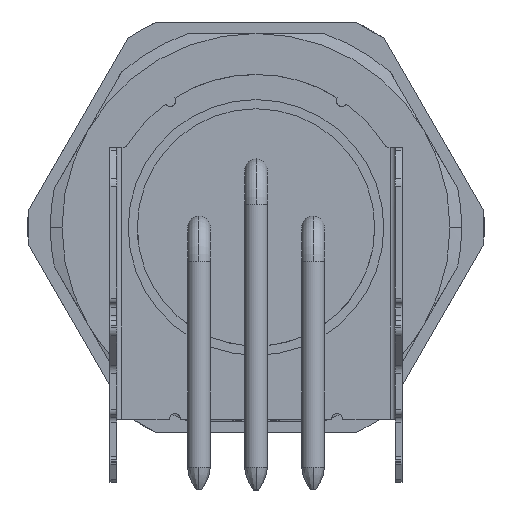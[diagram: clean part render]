
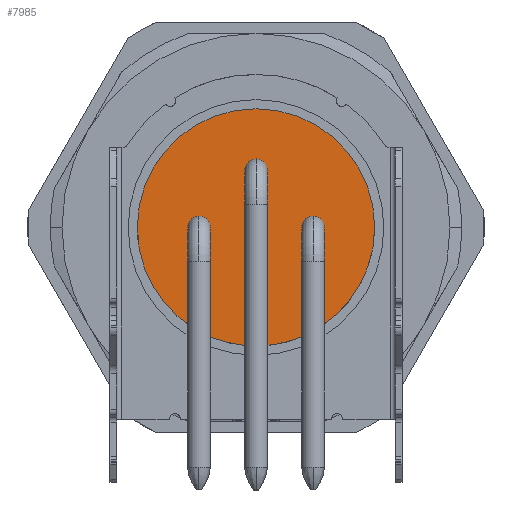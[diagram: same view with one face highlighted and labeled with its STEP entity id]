
A CAD part, front view. The second image highlights one B-rep face of the part: STEP entity #7985.
In plain terms, the highlighted planar face has unit normal (0, -1, 0).
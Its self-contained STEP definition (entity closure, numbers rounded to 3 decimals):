
#7752=AXIS2_PLACEMENT_3D('Circle Axis2P3D',#7750,#7751,$) ;
#7761=AXIS2_PLACEMENT_3D('Circle Axis2P3D',#7759,#7760,$) ;
#7786=AXIS2_PLACEMENT_3D('Circle Axis2P3D',#7784,#7785,$) ;
#7793=AXIS2_PLACEMENT_3D('Circle Axis2P3D',#7791,#7792,$) ;
#7807=AXIS2_PLACEMENT_3D('Plane Axis2P3D',#7804,#7805,#7806) ;
#7817=AXIS2_PLACEMENT_3D('Circle Axis2P3D',#7815,#7816,$) ;
#7826=AXIS2_PLACEMENT_3D('Circle Axis2P3D',#7824,#7825,$) ;
#7833=AXIS2_PLACEMENT_3D('Circle Axis2P3D',#7831,#7832,$) ;
#7840=AXIS2_PLACEMENT_3D('Circle Axis2P3D',#7838,#7839,$) ;
#7851=AXIS2_PLACEMENT_3D('Circle Axis2P3D',#7849,#7850,$) ;
#7860=AXIS2_PLACEMENT_3D('Circle Axis2P3D',#7858,#7859,$) ;
#7867=AXIS2_PLACEMENT_3D('Circle Axis2P3D',#7865,#7866,$) ;
#7874=AXIS2_PLACEMENT_3D('Circle Axis2P3D',#7872,#7873,$) ;
#7885=AXIS2_PLACEMENT_3D('Circle Axis2P3D',#7883,#7884,$) ;
#7894=AXIS2_PLACEMENT_3D('Circle Axis2P3D',#7892,#7893,$) ;
#7901=AXIS2_PLACEMENT_3D('Circle Axis2P3D',#7899,#7900,$) ;
#7908=AXIS2_PLACEMENT_3D('Circle Axis2P3D',#7906,#7907,$) ;
#7919=AXIS2_PLACEMENT_3D('Circle Axis2P3D',#7917,#7918,$) ;
#7928=AXIS2_PLACEMENT_3D('Circle Axis2P3D',#7926,#7927,$) ;
#7935=AXIS2_PLACEMENT_3D('Circle Axis2P3D',#7933,#7934,$) ;
#7942=AXIS2_PLACEMENT_3D('Circle Axis2P3D',#7940,#7941,$) ;
#7953=AXIS2_PLACEMENT_3D('Circle Axis2P3D',#7951,#7952,$) ;
#7962=AXIS2_PLACEMENT_3D('Circle Axis2P3D',#7960,#7961,$) ;
#7969=AXIS2_PLACEMENT_3D('Circle Axis2P3D',#7967,#7968,$) ;
#7976=AXIS2_PLACEMENT_3D('Circle Axis2P3D',#7974,#7975,$) ;
#7750=CARTESIAN_POINT('Axis2P3D Location',(10.,13.2,11.5)) ;
#7754=CARTESIAN_POINT('Vertex',(10.,13.2,16.7)) ;
#7756=CARTESIAN_POINT('Vertex',(4.8,13.2,11.5)) ;
#7759=CARTESIAN_POINT('Axis2P3D Location',(10.,13.2,11.5)) ;
#7763=CARTESIAN_POINT('Vertex',(15.2,13.2,11.5)) ;
#7784=CARTESIAN_POINT('Axis2P3D Location',(10.,13.2,11.5)) ;
#7788=CARTESIAN_POINT('Vertex',(10.,13.2,6.3)) ;
#7791=CARTESIAN_POINT('Axis2P3D Location',(10.,13.2,11.5)) ;
#7804=CARTESIAN_POINT('Axis2P3D Location',(10.,13.2,11.5)) ;
#7815=CARTESIAN_POINT('Axis2P3D Location',(10.,13.2,14.)) ;
#7819=CARTESIAN_POINT('Vertex',(10.,13.2,13.5)) ;
#7821=CARTESIAN_POINT('Vertex',(9.5,13.2,14.)) ;
#7824=CARTESIAN_POINT('Axis2P3D Location',(10.,13.2,14.)) ;
#7828=CARTESIAN_POINT('Vertex',(10.,13.2,14.5)) ;
#7831=CARTESIAN_POINT('Axis2P3D Location',(10.,13.2,14.)) ;
#7835=CARTESIAN_POINT('Vertex',(10.5,13.2,14.)) ;
#7838=CARTESIAN_POINT('Axis2P3D Location',(10.,13.2,14.)) ;
#7849=CARTESIAN_POINT('Axis2P3D Location',(12.5,13.2,11.5)) ;
#7853=CARTESIAN_POINT('Vertex',(12.5,13.2,11.)) ;
#7855=CARTESIAN_POINT('Vertex',(12.,13.2,11.5)) ;
#7858=CARTESIAN_POINT('Axis2P3D Location',(12.5,13.2,11.5)) ;
#7862=CARTESIAN_POINT('Vertex',(12.5,13.2,12.)) ;
#7865=CARTESIAN_POINT('Axis2P3D Location',(12.5,13.2,11.5)) ;
#7869=CARTESIAN_POINT('Vertex',(13.,13.2,11.5)) ;
#7872=CARTESIAN_POINT('Axis2P3D Location',(12.5,13.2,11.5)) ;
#7883=CARTESIAN_POINT('Axis2P3D Location',(10.,13.2,11.5)) ;
#7887=CARTESIAN_POINT('Vertex',(10.,13.2,11.)) ;
#7889=CARTESIAN_POINT('Vertex',(9.5,13.2,11.5)) ;
#7892=CARTESIAN_POINT('Axis2P3D Location',(10.,13.2,11.5)) ;
#7896=CARTESIAN_POINT('Vertex',(10.,13.2,12.)) ;
#7899=CARTESIAN_POINT('Axis2P3D Location',(10.,13.2,11.5)) ;
#7903=CARTESIAN_POINT('Vertex',(10.5,13.2,11.5)) ;
#7906=CARTESIAN_POINT('Axis2P3D Location',(10.,13.2,11.5)) ;
#7917=CARTESIAN_POINT('Axis2P3D Location',(7.5,13.2,11.5)) ;
#7921=CARTESIAN_POINT('Vertex',(7.5,13.2,11.)) ;
#7923=CARTESIAN_POINT('Vertex',(7.,13.2,11.5)) ;
#7926=CARTESIAN_POINT('Axis2P3D Location',(7.5,13.2,11.5)) ;
#7930=CARTESIAN_POINT('Vertex',(7.5,13.2,12.)) ;
#7933=CARTESIAN_POINT('Axis2P3D Location',(7.5,13.2,11.5)) ;
#7937=CARTESIAN_POINT('Vertex',(8.,13.2,11.5)) ;
#7940=CARTESIAN_POINT('Axis2P3D Location',(7.5,13.2,11.5)) ;
#7951=CARTESIAN_POINT('Axis2P3D Location',(10.,13.2,9.)) ;
#7955=CARTESIAN_POINT('Vertex',(10.,13.2,8.5)) ;
#7957=CARTESIAN_POINT('Vertex',(9.5,13.2,9.)) ;
#7960=CARTESIAN_POINT('Axis2P3D Location',(10.,13.2,9.)) ;
#7964=CARTESIAN_POINT('Vertex',(10.,13.2,9.5)) ;
#7967=CARTESIAN_POINT('Axis2P3D Location',(10.,13.2,9.)) ;
#7971=CARTESIAN_POINT('Vertex',(10.5,13.2,9.)) ;
#7974=CARTESIAN_POINT('Axis2P3D Location',(10.,13.2,9.)) ;
#7751=DIRECTION('Axis2P3D Direction',(0.,1.,0.)) ;
#7760=DIRECTION('Axis2P3D Direction',(0.,1.,0.)) ;
#7785=DIRECTION('Axis2P3D Direction',(0.,1.,0.)) ;
#7792=DIRECTION('Axis2P3D Direction',(0.,1.,0.)) ;
#7805=DIRECTION('Axis2P3D Direction',(0.,1.,0.)) ;
#7806=DIRECTION('Axis2P3D XDirection',(0.,0.,-1.)) ;
#7816=DIRECTION('Axis2P3D Direction',(0.,1.,0.)) ;
#7825=DIRECTION('Axis2P3D Direction',(0.,1.,0.)) ;
#7832=DIRECTION('Axis2P3D Direction',(0.,1.,0.)) ;
#7839=DIRECTION('Axis2P3D Direction',(0.,1.,0.)) ;
#7850=DIRECTION('Axis2P3D Direction',(0.,1.,0.)) ;
#7859=DIRECTION('Axis2P3D Direction',(0.,1.,0.)) ;
#7866=DIRECTION('Axis2P3D Direction',(0.,1.,0.)) ;
#7873=DIRECTION('Axis2P3D Direction',(0.,1.,0.)) ;
#7884=DIRECTION('Axis2P3D Direction',(0.,1.,0.)) ;
#7893=DIRECTION('Axis2P3D Direction',(0.,1.,0.)) ;
#7900=DIRECTION('Axis2P3D Direction',(0.,1.,0.)) ;
#7907=DIRECTION('Axis2P3D Direction',(0.,1.,0.)) ;
#7918=DIRECTION('Axis2P3D Direction',(0.,1.,0.)) ;
#7927=DIRECTION('Axis2P3D Direction',(0.,1.,0.)) ;
#7934=DIRECTION('Axis2P3D Direction',(0.,1.,0.)) ;
#7941=DIRECTION('Axis2P3D Direction',(0.,1.,0.)) ;
#7952=DIRECTION('Axis2P3D Direction',(0.,1.,0.)) ;
#7961=DIRECTION('Axis2P3D Direction',(0.,1.,0.)) ;
#7968=DIRECTION('Axis2P3D Direction',(0.,1.,0.)) ;
#7975=DIRECTION('Axis2P3D Direction',(0.,1.,0.)) ;
#7810=ORIENTED_EDGE('',*,*,#7790,.T.) ;
#7811=ORIENTED_EDGE('',*,*,#7765,.T.) ;
#7812=ORIENTED_EDGE('',*,*,#7758,.T.) ;
#7813=ORIENTED_EDGE('',*,*,#7795,.T.) ;
#7844=ORIENTED_EDGE('',*,*,#7823,.T.) ;
#7845=ORIENTED_EDGE('',*,*,#7830,.T.) ;
#7846=ORIENTED_EDGE('',*,*,#7837,.T.) ;
#7847=ORIENTED_EDGE('',*,*,#7842,.T.) ;
#7878=ORIENTED_EDGE('',*,*,#7857,.T.) ;
#7879=ORIENTED_EDGE('',*,*,#7864,.T.) ;
#7880=ORIENTED_EDGE('',*,*,#7871,.T.) ;
#7881=ORIENTED_EDGE('',*,*,#7876,.T.) ;
#7912=ORIENTED_EDGE('',*,*,#7891,.T.) ;
#7913=ORIENTED_EDGE('',*,*,#7898,.T.) ;
#7914=ORIENTED_EDGE('',*,*,#7905,.T.) ;
#7915=ORIENTED_EDGE('',*,*,#7910,.T.) ;
#7946=ORIENTED_EDGE('',*,*,#7925,.T.) ;
#7947=ORIENTED_EDGE('',*,*,#7932,.T.) ;
#7948=ORIENTED_EDGE('',*,*,#7939,.T.) ;
#7949=ORIENTED_EDGE('',*,*,#7944,.T.) ;
#7980=ORIENTED_EDGE('',*,*,#7959,.T.) ;
#7981=ORIENTED_EDGE('',*,*,#7966,.T.) ;
#7982=ORIENTED_EDGE('',*,*,#7973,.T.) ;
#7983=ORIENTED_EDGE('',*,*,#7978,.T.) ;
#7848=FACE_BOUND('',#7843,.T.) ;
#7882=FACE_BOUND('',#7877,.T.) ;
#7916=FACE_BOUND('',#7911,.T.) ;
#7950=FACE_BOUND('',#7945,.T.) ;
#7984=FACE_BOUND('',#7979,.T.) ;
#7985=ADVANCED_FACE('Hauptkoerper',(#7814,#7848,#7882,#7916,#7950,#7984),#7808,.F.) ;
#7753=CIRCLE('generated circle',#7752,5.2) ;
#7762=CIRCLE('generated circle',#7761,5.2) ;
#7787=CIRCLE('generated circle',#7786,5.2) ;
#7794=CIRCLE('generated circle',#7793,5.2) ;
#7818=CIRCLE('generated circle',#7817,0.5) ;
#7827=CIRCLE('generated circle',#7826,0.5) ;
#7834=CIRCLE('generated circle',#7833,0.5) ;
#7841=CIRCLE('generated circle',#7840,0.5) ;
#7852=CIRCLE('generated circle',#7851,0.5) ;
#7861=CIRCLE('generated circle',#7860,0.5) ;
#7868=CIRCLE('generated circle',#7867,0.5) ;
#7875=CIRCLE('generated circle',#7874,0.5) ;
#7886=CIRCLE('generated circle',#7885,0.5) ;
#7895=CIRCLE('generated circle',#7894,0.5) ;
#7902=CIRCLE('generated circle',#7901,0.5) ;
#7909=CIRCLE('generated circle',#7908,0.5) ;
#7920=CIRCLE('generated circle',#7919,0.5) ;
#7929=CIRCLE('generated circle',#7928,0.5) ;
#7936=CIRCLE('generated circle',#7935,0.5) ;
#7943=CIRCLE('generated circle',#7942,0.5) ;
#7954=CIRCLE('generated circle',#7953,0.5) ;
#7963=CIRCLE('generated circle',#7962,0.5) ;
#7970=CIRCLE('generated circle',#7969,0.5) ;
#7977=CIRCLE('generated circle',#7976,0.5) ;
#7758=EDGE_CURVE('',#7755,#7757,#7753,.F.) ;
#7765=EDGE_CURVE('',#7764,#7755,#7762,.F.) ;
#7790=EDGE_CURVE('',#7789,#7764,#7787,.F.) ;
#7795=EDGE_CURVE('',#7757,#7789,#7794,.F.) ;
#7823=EDGE_CURVE('',#7820,#7822,#7818,.T.) ;
#7830=EDGE_CURVE('',#7822,#7829,#7827,.T.) ;
#7837=EDGE_CURVE('',#7829,#7836,#7834,.T.) ;
#7842=EDGE_CURVE('',#7836,#7820,#7841,.T.) ;
#7857=EDGE_CURVE('',#7854,#7856,#7852,.T.) ;
#7864=EDGE_CURVE('',#7856,#7863,#7861,.T.) ;
#7871=EDGE_CURVE('',#7863,#7870,#7868,.T.) ;
#7876=EDGE_CURVE('',#7870,#7854,#7875,.T.) ;
#7891=EDGE_CURVE('',#7888,#7890,#7886,.T.) ;
#7898=EDGE_CURVE('',#7890,#7897,#7895,.T.) ;
#7905=EDGE_CURVE('',#7897,#7904,#7902,.T.) ;
#7910=EDGE_CURVE('',#7904,#7888,#7909,.T.) ;
#7925=EDGE_CURVE('',#7922,#7924,#7920,.T.) ;
#7932=EDGE_CURVE('',#7924,#7931,#7929,.T.) ;
#7939=EDGE_CURVE('',#7931,#7938,#7936,.T.) ;
#7944=EDGE_CURVE('',#7938,#7922,#7943,.T.) ;
#7959=EDGE_CURVE('',#7956,#7958,#7954,.T.) ;
#7966=EDGE_CURVE('',#7958,#7965,#7963,.T.) ;
#7973=EDGE_CURVE('',#7965,#7972,#7970,.T.) ;
#7978=EDGE_CURVE('',#7972,#7956,#7977,.T.) ;
#7809=EDGE_LOOP('',(#7810,#7811,#7812,#7813)) ;
#7843=EDGE_LOOP('',(#7844,#7845,#7846,#7847)) ;
#7877=EDGE_LOOP('',(#7878,#7879,#7880,#7881)) ;
#7911=EDGE_LOOP('',(#7912,#7913,#7914,#7915)) ;
#7945=EDGE_LOOP('',(#7946,#7947,#7948,#7949)) ;
#7979=EDGE_LOOP('',(#7980,#7981,#7982,#7983)) ;
#7814=FACE_OUTER_BOUND('',#7809,.T.) ;
#7808=PLANE('',#7807) ;
#7755=VERTEX_POINT('',#7754) ;
#7757=VERTEX_POINT('',#7756) ;
#7764=VERTEX_POINT('',#7763) ;
#7789=VERTEX_POINT('',#7788) ;
#7820=VERTEX_POINT('',#7819) ;
#7822=VERTEX_POINT('',#7821) ;
#7829=VERTEX_POINT('',#7828) ;
#7836=VERTEX_POINT('',#7835) ;
#7854=VERTEX_POINT('',#7853) ;
#7856=VERTEX_POINT('',#7855) ;
#7863=VERTEX_POINT('',#7862) ;
#7870=VERTEX_POINT('',#7869) ;
#7888=VERTEX_POINT('',#7887) ;
#7890=VERTEX_POINT('',#7889) ;
#7897=VERTEX_POINT('',#7896) ;
#7904=VERTEX_POINT('',#7903) ;
#7922=VERTEX_POINT('',#7921) ;
#7924=VERTEX_POINT('',#7923) ;
#7931=VERTEX_POINT('',#7930) ;
#7938=VERTEX_POINT('',#7937) ;
#7956=VERTEX_POINT('',#7955) ;
#7958=VERTEX_POINT('',#7957) ;
#7965=VERTEX_POINT('',#7964) ;
#7972=VERTEX_POINT('',#7971) ;
